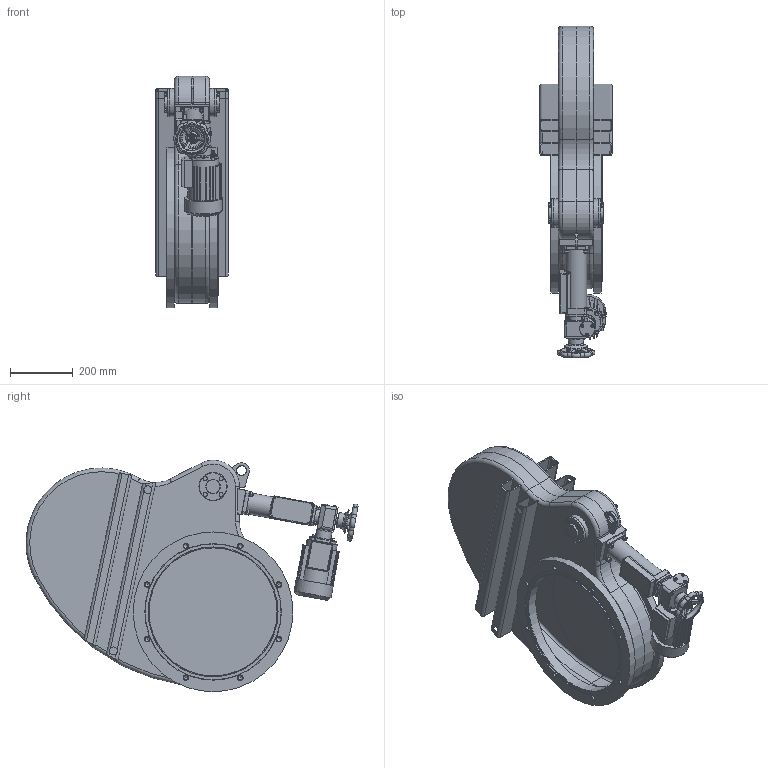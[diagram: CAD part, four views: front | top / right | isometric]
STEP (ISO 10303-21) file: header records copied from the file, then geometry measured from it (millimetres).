
FILE_DESCRIPTION(('STEP AP242'), '1');
FILE_NAME('2ﾇﾂﾝ-400ﾐ ﾑﾑﾑﾐ 瑙褻', '', ('UNSPECIFIED'), ('UNSPECIFIED'), 'C3D Converter', 'C3D Toolkit', '');
FILE_SCHEMA(('AP242_MANAGED_MODEL_BASED_3D_ENGINEERING_MIM_LF { 1 0 10303 442 1 1 4 }'));
Length unit declared in the file: millimetre
Bounding box: 232 x 1059.73 x 738.94 mm (x, y, z)
Surface area: 3015440.2 mm2 (no closed solid volume)
Topology: 0 solids, 123 shells, 634 faces, 2054 edges, 1478 vertices
Faces by surface type: plane 324, cylinder 189, cone 52, torus 52, bspline 14, sphere 3
Full cylindrical faces by diameter (mm): 6 x4, 7 x1, 12 x6, 13.835 x16, 14 x2, 15 x3, 16 x1, 18 x1, 25 x4, 26 x1, 30 x1, 36 x1, 46 x2, 47 x2, 48 x1, 48.018 x1, 50 x1, 53 x1, 57 x1, 60 x1, 68 x1, 90 x4, 98 x1, 120 x1, 382 x1, 400 x1, 408.5 x1, 414 x1, 434.4 x1, 510 x2
Entity records: 38811 total; most frequent: CARTESIAN_POINT 15866, DIRECTION 3687, ORIENTED_EDGE 2879, EDGE_CURVE 1899, VERTEX_POINT 1462, AXIS2_PLACEMENT_3D 1413, EDGE_LOOP 880, LINE 861
